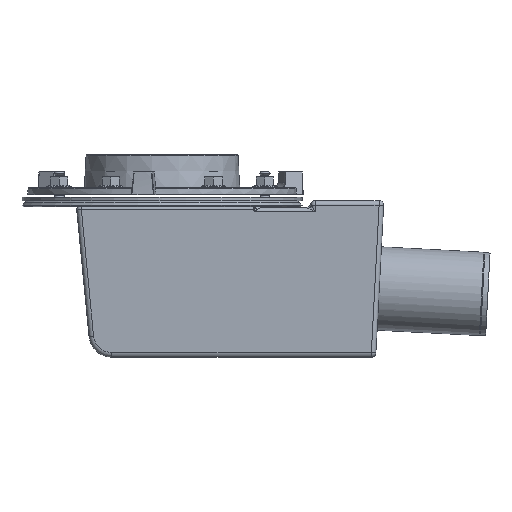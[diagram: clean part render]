
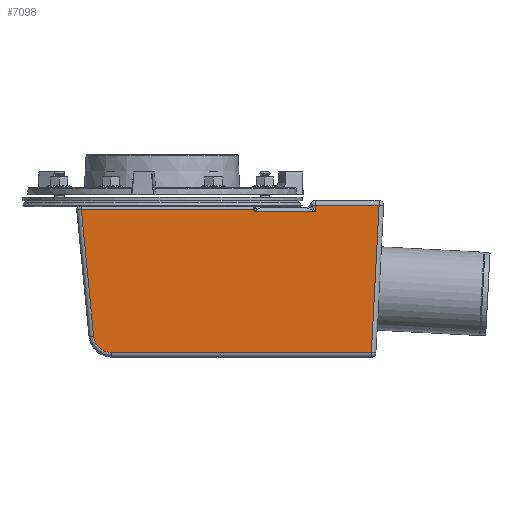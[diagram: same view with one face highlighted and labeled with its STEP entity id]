
A CAD part, front view. The second image highlights one B-rep face of the part: STEP entity #7098.
In plain terms, the highlighted planar face has unit normal (0, -1, 0).
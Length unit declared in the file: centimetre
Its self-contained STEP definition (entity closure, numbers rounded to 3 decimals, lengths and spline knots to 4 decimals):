
#75=B_SPLINE_CURVE_WITH_KNOTS('',3,(#12591,#12592,#12593,#12594,#12595,
#12596),.UNSPECIFIED.,.F.,.F.,(4,2,4),(0.,1.7056,1.7136),
 .UNSPECIFIED.);
#85=B_SPLINE_CURVE_WITH_KNOTS('',3,(#12808,#12809,#12810,#12811,#12812,
#12813),.UNSPECIFIED.,.F.,.F.,(4,1,1,4),(-0.3235,-0.1849,
-0.0924,0.),.UNSPECIFIED.);
#422=PLANE('',#8705);
#1093=FACE_OUTER_BOUND('',#1644,.T.);
#1644=EDGE_LOOP('',(#5300,#5301,#5302,#5303,#5304,#5305,#5306,#5307,#5308,
#5309));
#2206=CIRCLE('',#8596,16.);
#2728=VERTEX_POINT('',#12497);
#2729=VERTEX_POINT('',#12499);
#2732=VERTEX_POINT('',#12507);
#2752=VERTEX_POINT('',#12562);
#2753=VERTEX_POINT('',#12589);
#2754=VERTEX_POINT('',#12590);
#2760=VERTEX_POINT('',#12695);
#2788=VERTEX_POINT('',#13068);
#2791=VERTEX_POINT('',#13134);
#2812=VERTEX_POINT('',#13607);
#3561=EDGE_CURVE('',#2728,#2729,#2206,.T.);
#3566=EDGE_CURVE('',#2732,#2728,#7608,.T.);
#3590=EDGE_CURVE('',#2729,#2752,#7625,.T.);
#3592=EDGE_CURVE('',#2753,#2754,#75,.T.);
#3611=EDGE_CURVE('',#2760,#2753,#85,.T.);
#3615=EDGE_CURVE('',#2752,#2760,#7627,.T.);
#3653=EDGE_CURVE('',#2788,#2791,#7638,.T.);
#3654=EDGE_CURVE('',#2754,#2788,#7639,.T.);
#3695=EDGE_CURVE('',#2812,#2732,#7653,.T.);
#3696=EDGE_CURVE('',#2791,#2812,#7654,.T.);
#5300=ORIENTED_EDGE('',*,*,#3561,.F.);
#5301=ORIENTED_EDGE('',*,*,#3566,.F.);
#5302=ORIENTED_EDGE('',*,*,#3695,.F.);
#5303=ORIENTED_EDGE('',*,*,#3696,.F.);
#5304=ORIENTED_EDGE('',*,*,#3653,.F.);
#5305=ORIENTED_EDGE('',*,*,#3654,.F.);
#5306=ORIENTED_EDGE('',*,*,#3592,.F.);
#5307=ORIENTED_EDGE('',*,*,#3611,.F.);
#5308=ORIENTED_EDGE('',*,*,#3615,.F.);
#5309=ORIENTED_EDGE('',*,*,#3590,.F.);
#7098=ADVANCED_FACE('',(#1093),#422,.T.);
#7608=LINE('',#12509,#8012);
#7625=LINE('',#12563,#8029);
#7627=LINE('',#12824,#8031);
#7638=LINE('',#13138,#8042);
#7639=LINE('',#13140,#8043);
#7653=LINE('',#13609,#8057);
#7654=LINE('',#13611,#8058);
#8012=VECTOR('',#10103,1.);
#8029=VECTOR('',#10142,1.);
#8031=VECTOR('',#10170,1.);
#8042=VECTOR('',#10235,1.);
#8043=VECTOR('',#10238,1.);
#8057=VECTOR('',#10332,1.);
#8058=VECTOR('',#10335,1.);
#8596=AXIS2_PLACEMENT_3D('',#12500,#10092,#10093);
#8705=AXIS2_PLACEMENT_3D('',#13625,#10360,#10361);
#10092=DIRECTION('center_axis',(0.,1.,0.));
#10093=DIRECTION('ref_axis',(-0.815,0.,-0.58));
#10103=DIRECTION('',(-1.,0.,0.));
#10142=DIRECTION('',(-0.096,0.,0.995));
#10170=DIRECTION('',(1.,0.,0.));
#10235=DIRECTION('',(0.,0.,1.));
#10238=DIRECTION('',(1.,0.,0.));
#10332=DIRECTION('',(-0.052,0.,-0.999));
#10335=DIRECTION('',(1.,0.,0.));
#10360=DIRECTION('center_axis',(0.,-1.,0.));
#10361=DIRECTION('ref_axis',(0.,0.,-1.));
#12497=CARTESIAN_POINT('',(-43.968,-75.,-66.));
#12499=CARTESIAN_POINT('',(-59.8936,-75.,-51.5416));
#12500=CARTESIAN_POINT('Origin',(-43.968,-75.,-50.));
#12507=CARTESIAN_POINT('',(183.0759,-75.,-66.));
#12509=CARTESIAN_POINT('',(1.4855,-75.,-66.));
#12562=CARTESIAN_POINT('',(-70.5941,-75.,59.));
#12563=CARTESIAN_POINT('',(-61.2334,-75.,-37.7007));
#12589=CARTESIAN_POINT('',(80.1712,-75.,58.6878));
#12590=CARTESIAN_POINT('',(80.4674,-75.,57.));
#12591=CARTESIAN_POINT('Ctrl Pts',(80.1712,-75.,58.6878));
#12592=CARTESIAN_POINT('Ctrl Pts',(80.2739,-75.,58.1287));
#12593=CARTESIAN_POINT('Ctrl Pts',(80.3699,-75.,57.5683));
#12594=CARTESIAN_POINT('Ctrl Pts',(80.4665,-75.,57.0053));
#12595=CARTESIAN_POINT('Ctrl Pts',(80.4669,-75.,57.0026));
#12596=CARTESIAN_POINT('Ctrl Pts',(80.4674,-75.,57.));
#12695=CARTESIAN_POINT('',(80.0871,-75.,59.));
#12808=CARTESIAN_POINT('Ctrl Pts',(80.0871,-75.,59.));
#12809=CARTESIAN_POINT('Ctrl Pts',(80.1009,-75.,58.9559));
#12810=CARTESIAN_POINT('Ctrl Pts',(80.1233,-75.,58.8822));
#12811=CARTESIAN_POINT('Ctrl Pts',(80.1518,-75.,58.7782));
#12812=CARTESIAN_POINT('Ctrl Pts',(80.1656,-75.,58.7181));
#12813=CARTESIAN_POINT('Ctrl Pts',(80.1712,-75.,58.6878));
#12824=CARTESIAN_POINT('',(94.2684,-75.,59.));
#13068=CARTESIAN_POINT('',(134.,-75.,57.));
#13134=CARTESIAN_POINT('',(134.,-75.,63.));
#13138=CARTESIAN_POINT('',(134.,-75.,62.4069));
#13140=CARTESIAN_POINT('',(93.7172,-75.,57.));
#13607=CARTESIAN_POINT('',(189.8365,-75.,63.));
#13609=CARTESIAN_POINT('',(184.6002,-75.,-36.9162));
#13611=CARTESIAN_POINT('',(125.6508,-75.,63.));
#13625=CARTESIAN_POINT('Origin',(-63.3505,-75.,-5.6927));
